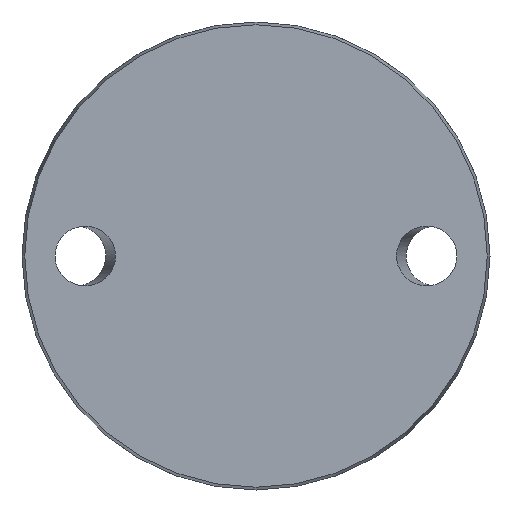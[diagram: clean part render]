
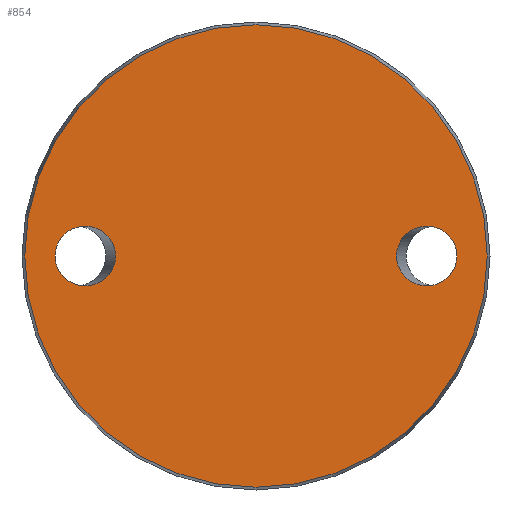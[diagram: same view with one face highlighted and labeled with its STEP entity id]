
A CAD part, front view. The second image highlights one B-rep face of the part: STEP entity #854.
In plain terms, the highlighted planar face has unit normal (0, -1, 0).
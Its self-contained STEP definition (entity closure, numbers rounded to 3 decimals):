
#6 = VERTEX_POINT ( 'NONE', #620 ) ;
#44 = CARTESIAN_POINT ( 'NONE',  ( -42.087, 0., 0. ) ) ;
#49 = PLANE ( 'NONE',  #862 ) ;
#122 = CARTESIAN_POINT ( 'NONE',  ( 29.413, 0., 12.5 ) ) ;
#123 = CARTESIAN_POINT ( 'NONE',  ( -42.087, 0., -12.5 ) ) ;
#128 = FACE_BOUND ( 'NONE', #763, .T. ) ;
#137 = FACE_BOUND ( 'NONE', #334, .T. ) ;
#186 = ORIENTED_EDGE ( 'NONE', *, *, #488, .F. ) ;
#203 = EDGE_CURVE ( 'NONE', #534, #534, #458, .T. ) ;
#206 = DIRECTION ( 'NONE',  ( 0., 1., 0. ) ) ;
#245 = VERTEX_POINT ( 'NONE', #630 ) ;
#272 = CARTESIAN_POINT ( 'NONE',  ( 29.413, 0., 0. ) ) ;
#291 = DIRECTION ( 'NONE',  ( 0., -1., 0. ) ) ;
#295 = CARTESIAN_POINT ( 'NONE',  ( -42.087, 0., 0. ) ) ;
#334 = EDGE_LOOP ( 'NONE', ( #686 ) ) ;
#349 = CARTESIAN_POINT ( 'NONE',  ( -29.413, 0., 12.5 ) ) ;
#357 = CARTESIAN_POINT ( 'NONE',  ( 29.413, 0., -12.5 ) ) ;
#367 = AXIS2_PLACEMENT_3D ( 'NONE', #963, #291, #519 ) ;
#381 = EDGE_LOOP ( 'NONE', ( #691 ) ) ;
#434 = FACE_OUTER_BOUND ( 'NONE', #381, .T. ) ;
#458 =( BOUNDED_CURVE ( )  B_SPLINE_CURVE ( 3, ( #44, #512, #349, #577, #883, #123, #731 ),
 .UNSPECIFIED., .T., .F. ) 
 B_SPLINE_CURVE_WITH_KNOTS ( ( 4, 3, 4 ),
 ( 0., 3.142, 6.283 ),
 .UNSPECIFIED. ) 
 CURVE ( )  GEOMETRIC_REPRESENTATION_ITEM ( )  RATIONAL_B_SPLINE_CURVE ( ( 1., 0.333, 0.333, 1., 0.333, 0.333, 1. ) ) 
 REPRESENTATION_ITEM ( '' )  );
#488 = EDGE_CURVE ( 'NONE', #6, #6, #859, .T. ) ;
#508 = CARTESIAN_POINT ( 'NONE',  ( -48.425, 0., 0. ) ) ;
#512 = CARTESIAN_POINT ( 'NONE',  ( -42.087, 0., 12.5 ) ) ;
#519 = DIRECTION ( 'NONE',  ( 0., 0., -1. ) ) ;
#534 = VERTEX_POINT ( 'NONE', #295 ) ;
#577 = CARTESIAN_POINT ( 'NONE',  ( -29.413, 0., 0. ) ) ;
#620 = CARTESIAN_POINT ( 'NONE',  ( 29.413, 0., 0. ) ) ;
#630 = CARTESIAN_POINT ( 'NONE',  ( 0., 0., -48.425 ) ) ;
#653 = CARTESIAN_POINT ( 'NONE',  ( 42.087, 0., 0. ) ) ;
#686 = ORIENTED_EDGE ( 'NONE', *, *, #203, .T. ) ;
#691 = ORIENTED_EDGE ( 'NONE', *, *, #791, .T. ) ;
#731 = CARTESIAN_POINT ( 'NONE',  ( -42.087, 0., 0. ) ) ;
#763 = EDGE_LOOP ( 'NONE', ( #186 ) ) ;
#791 = EDGE_CURVE ( 'NONE', #245, #245, #985, .T. ) ;
#806 = CARTESIAN_POINT ( 'NONE',  ( 42.087, 0., 12.5 ) ) ;
#817 = DIRECTION ( 'NONE',  ( 0., 0., 1. ) ) ;
#854 = ADVANCED_FACE ( 'NONE', ( #137, #128, #434 ), #49, .F. ) ;
#859 =( BOUNDED_CURVE ( )  B_SPLINE_CURVE ( 3, ( #272, #357, #876, #653, #806, #122, #889 ),
 .UNSPECIFIED., .T., .F. ) 
 B_SPLINE_CURVE_WITH_KNOTS ( ( 4, 3, 4 ),
 ( 0., 3.142, 6.283 ),
 .UNSPECIFIED. ) 
 CURVE ( )  GEOMETRIC_REPRESENTATION_ITEM ( )  RATIONAL_B_SPLINE_CURVE ( ( 1., 0.333, 0.333, 1., 0.333, 0.333, 1. ) ) 
 REPRESENTATION_ITEM ( '' )  );
#862 = AXIS2_PLACEMENT_3D ( 'NONE', #508, #206, #817 ) ;
#876 = CARTESIAN_POINT ( 'NONE',  ( 42.087, 0., -12.5 ) ) ;
#883 = CARTESIAN_POINT ( 'NONE',  ( -29.413, 0., -12.5 ) ) ;
#889 = CARTESIAN_POINT ( 'NONE',  ( 29.413, 0., 0. ) ) ;
#963 = CARTESIAN_POINT ( 'NONE',  ( 0., 0., 0. ) ) ;
#985 = CIRCLE ( 'NONE', #367, 48.425 ) ;
